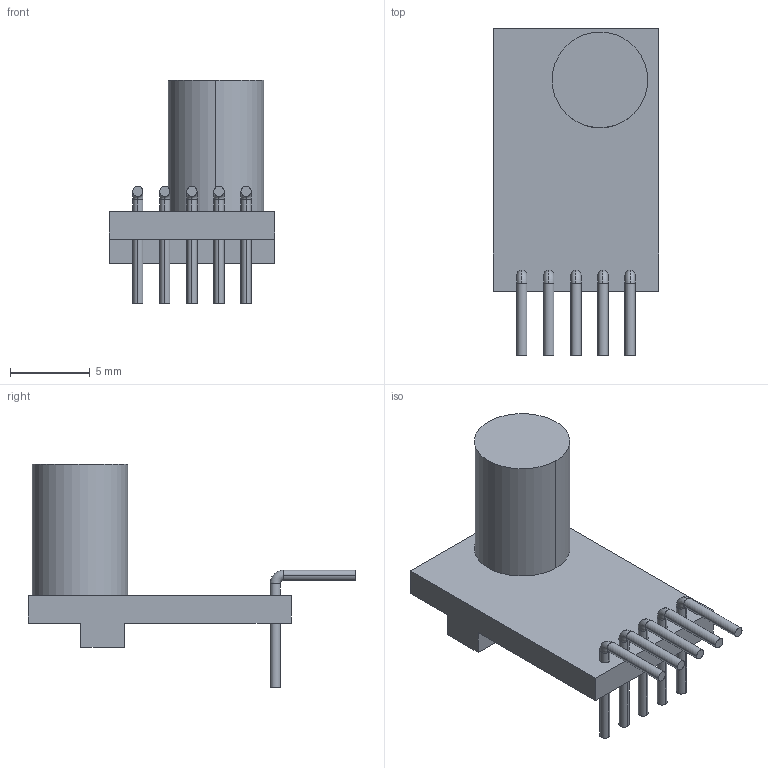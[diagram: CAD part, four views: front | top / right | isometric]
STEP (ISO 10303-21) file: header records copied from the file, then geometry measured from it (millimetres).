
FILE_DESCRIPTION(('FreeCAD Model'),'2;1');
FILE_NAME('PTR08100W.step', '2017-02-22T12:43:37',('kicad StepUp'),('ksu MCAD'), 'Open CASCADE STEP processor 6.8','FreeCAD','Unknown');
FILE_SCHEMA(('AUTOMOTIVE_DESIGN_CC2 { 1 2 10303 214 -1 1 5 4 }'));
Length unit declared in the file: millimetre
Products named in the file (1): PTR08100W
Bounding box: 10.41 x 20.57 x 14.04 mm (x, y, z)
Volume: 590.5 mm3; surface area: 734.6 mm2
Topology: 1 solids, 1 shells, 63 faces, 140 edges, 90 vertices
Faces by surface type: cylinder 32, plane 21, torus 10
Entity records: 1799 total; most frequent: DIRECTION 352, CARTESIAN_POINT 294, ORIENTED_EDGE 280, AXIS2_PLACEMENT_3D 148, EDGE_CURVE 140, VERTEX_POINT 90, CIRCLE 84, FACE_BOUND 74
